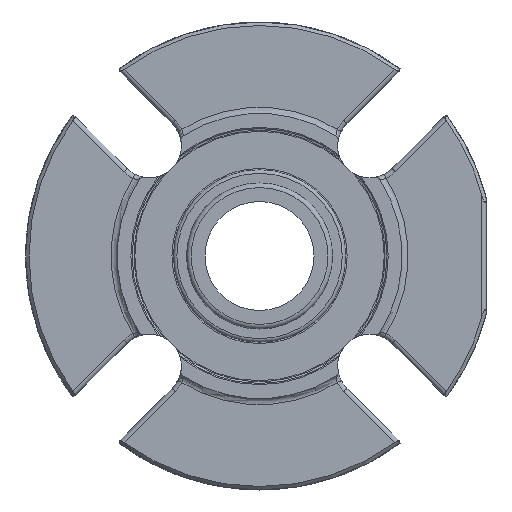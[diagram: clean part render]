
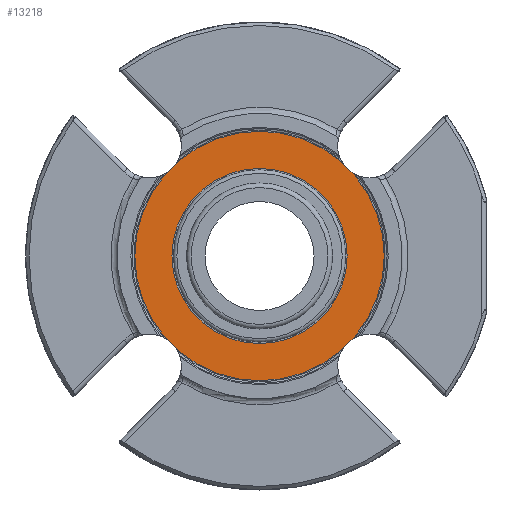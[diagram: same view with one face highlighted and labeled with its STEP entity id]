
A CAD part, left-side view. The second image highlights one B-rep face of the part: STEP entity #13218.
In plain terms, the highlighted planar face has unit normal (-1, 0, 0).
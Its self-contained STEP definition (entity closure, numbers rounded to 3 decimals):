
#1678=PLANE('',#13821);
#1917=ORIENTED_EDGE('',*,*,#4753,.T.);
#1918=ORIENTED_EDGE('',*,*,#4754,.T.);
#4753=EDGE_CURVE('',#6177,#6177,#7107,.T.);
#4754=EDGE_CURVE('',#6178,#6178,#7108,.T.);
#6177=VERTEX_POINT('',#17401);
#6178=VERTEX_POINT('',#17404);
#7107=CIRCLE('',#13820,19.304);
#7108=CIRCLE('',#13822,27.483);
#7611=EDGE_LOOP('',(#1917));
#7612=EDGE_LOOP('',(#1918));
#8293=FACE_BOUND('',#7611,.T.);
#8294=FACE_BOUND('',#7612,.T.);
#13218=ADVANCED_FACE('',(#8293,#8294),#1678,.F.);
#13820=AXIS2_PLACEMENT_3D('',#17400,#14863,#14864);
#13821=AXIS2_PLACEMENT_3D('',#17402,#14865,#14866);
#13822=AXIS2_PLACEMENT_3D('',#17403,#14867,#14868);
#14863=DIRECTION('',(1.,0.,0.));
#14864=DIRECTION('',(0.,1.,0.));
#14865=DIRECTION('',(1.,0.,0.));
#14866=DIRECTION('',(0.,0.,1.));
#14867=DIRECTION('',(-1.,0.,0.));
#14868=DIRECTION('',(0.,0.,-1.));
#17400=CARTESIAN_POINT('',(-0.508,0.,0.));
#17401=CARTESIAN_POINT('',(-0.508,19.304,0.));
#17402=CARTESIAN_POINT('',(-0.508,0.,-27.483));
#17403=CARTESIAN_POINT('',(-0.508,0.,0.));
#17404=CARTESIAN_POINT('',(-0.508,0.,-27.483));
